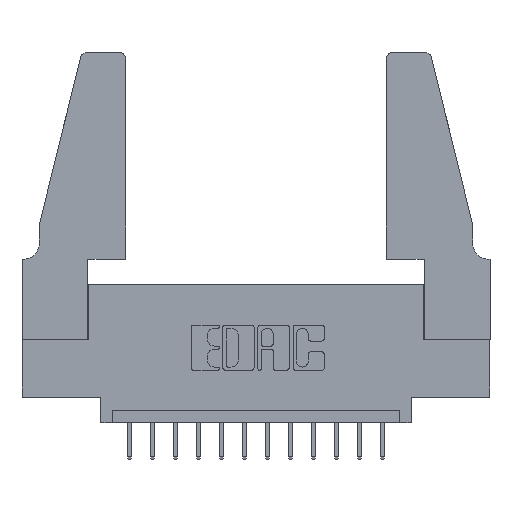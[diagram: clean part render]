
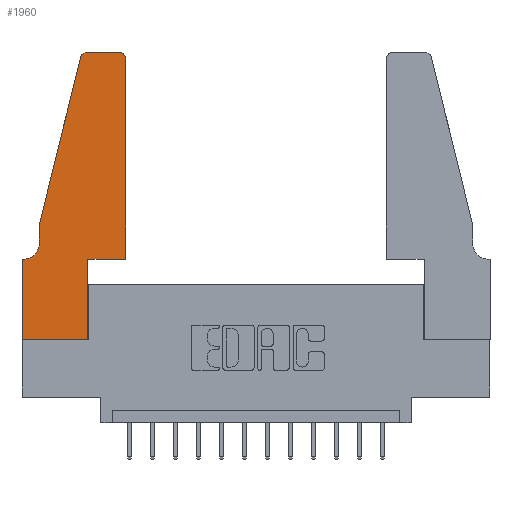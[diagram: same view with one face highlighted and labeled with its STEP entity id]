
A CAD part, top view. The second image highlights one B-rep face of the part: STEP entity #1960.
In plain terms, the highlighted planar face has unit normal (0, 0, 1).
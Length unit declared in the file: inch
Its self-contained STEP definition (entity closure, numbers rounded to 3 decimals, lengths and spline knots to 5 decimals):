
#13 = ORIENTED_EDGE ( 'NONE', *, *, #10336, .T. ) ;
#45 = VERTEX_POINT ( 'NONE', #6913 ) ;
#134 = DIRECTION ( 'NONE',  ( 1., 0., 0. ) ) ;
#201 = DIRECTION ( 'NONE',  ( -0.239, -0.971, 0. ) ) ;
#202 = EDGE_CURVE ( 'NONE', #11665, #9148, #360, .T. ) ;
#360 = LINE ( 'NONE', #14317, #10794 ) ;
#598 = CARTESIAN_POINT ( 'NONE',  ( 0.2865, 0., 0.37 ) ) ;
#766 = ORIENTED_EDGE ( 'NONE', *, *, #5692, .T. ) ;
#831 = VECTOR ( 'NONE', #201, 39.37008 ) ;
#925 = CARTESIAN_POINT ( 'NONE',  ( 0.4505, 0.35, 0.37 ) ) ;
#1092 = DIRECTION ( 'NONE',  ( -1., 0., 0. ) ) ;
#1650 = AXIS2_PLACEMENT_3D ( 'NONE', #4631, #14215, #6856 ) ;
#1670 = CARTESIAN_POINT ( 'NONE',  ( 0.284, 1.22, 0.37 ) ) ;
#1691 = LINE ( 'NONE', #6216, #3469 ) ;
#1722 = VERTEX_POINT ( 'NONE', #4205 ) ;
#1900 = EDGE_LOOP ( 'NONE', ( #13, #4808, #14808, #5366, #7596, #7241, #766, #2947, #14520, #14268, #8670, #14371 ) ) ;
#1929 = VERTEX_POINT ( 'NONE', #10520 ) ;
#1960 = ADVANCED_FACE ( 'NONE', ( #5251 ), #13051, .T. ) ;
#2119 = EDGE_CURVE ( 'NONE', #9234, #1929, #13513, .T. ) ;
#2908 = DIRECTION ( 'NONE',  ( 1., 0., 0. ) ) ;
#2914 = CARTESIAN_POINT ( 'NONE',  ( 0., 0.35, 0.37 ) ) ;
#2921 = VECTOR ( 'NONE', #10104, 39.37008 ) ;
#2947 = ORIENTED_EDGE ( 'NONE', *, *, #10732, .T. ) ;
#3196 = CARTESIAN_POINT ( 'NONE',  ( 0.0755, 0.5, 0.37 ) ) ;
#3348 = CARTESIAN_POINT ( 'NONE',  ( 0.0755, 0.35, 0.37 ) ) ;
#3469 = VECTOR ( 'NONE', #5099, 39.37008 ) ;
#3850 = CIRCLE ( 'NONE', #11284, 0.03 ) ;
#3863 = VECTOR ( 'NONE', #1092, 39.37008 ) ;
#4205 = CARTESIAN_POINT ( 'NONE',  ( 0.284, 1.25, 0.37 ) ) ;
#4227 = VECTOR ( 'NONE', #6973, 39.37008 ) ;
#4394 = LINE ( 'NONE', #3348, #4227 ) ;
#4631 = CARTESIAN_POINT ( 'NONE',  ( 0., 0.35, 0.37 ) ) ;
#4808 = ORIENTED_EDGE ( 'NONE', *, *, #4928, .T. ) ;
#4878 = CARTESIAN_POINT ( 'NONE',  ( 0.0755, 0.5, 0.37 ) ) ;
#4928 = EDGE_CURVE ( 'NONE', #1722, #9234, #7197, .T. ) ;
#5099 = DIRECTION ( 'NONE',  ( 1., 0., 0. ) ) ;
#5183 = DIRECTION ( 'NONE',  ( 0., 0., 1. ) ) ;
#5251 = FACE_OUTER_BOUND ( 'NONE', #1900, .T. ) ;
#5366 = ORIENTED_EDGE ( 'NONE', *, *, #12213, .T. ) ;
#5471 = VERTEX_POINT ( 'NONE', #11180 ) ;
#5580 = VERTEX_POINT ( 'NONE', #7343 ) ;
#5593 = EDGE_CURVE ( 'NONE', #9148, #5580, #3850, .T. ) ;
#5692 = EDGE_CURVE ( 'NONE', #14923, #14624, #9290, .T. ) ;
#5766 = CIRCLE ( 'NONE', #5863, 0.07 ) ;
#5863 = AXIS2_PLACEMENT_3D ( 'NONE', #6822, #15242, #6988 ) ;
#5970 = VECTOR ( 'NONE', #134, 39.37008 ) ;
#6142 = LINE ( 'NONE', #14358, #5970 ) ;
#6216 = CARTESIAN_POINT ( 'NONE',  ( 0., 0., 0.37 ) ) ;
#6822 = CARTESIAN_POINT ( 'NONE',  ( 0.0055, 0.42, 0.37 ) ) ;
#6856 = DIRECTION ( 'NONE',  ( 1., 0., 0. ) ) ;
#6913 = CARTESIAN_POINT ( 'NONE',  ( 0.0755, 0.42, 0.37 ) ) ;
#6973 = DIRECTION ( 'NONE',  ( -1., 0., 0. ) ) ;
#6988 = DIRECTION ( 'NONE',  ( -1., 0., 0. ) ) ;
#7007 = LINE ( 'NONE', #15412, #3863 ) ;
#7197 = CIRCLE ( 'NONE', #13747, 0.03 ) ;
#7241 = ORIENTED_EDGE ( 'NONE', *, *, #14729, .T. ) ;
#7343 = CARTESIAN_POINT ( 'NONE',  ( 0.4205, 1.25, 0.37 ) ) ;
#7596 = ORIENTED_EDGE ( 'NONE', *, *, #9044, .T. ) ;
#8354 = VERTEX_POINT ( 'NONE', #598 ) ;
#8578 = EDGE_CURVE ( 'NONE', #5471, #11665, #6142, .T. ) ;
#8670 = ORIENTED_EDGE ( 'NONE', *, *, #202, .T. ) ;
#8990 = DIRECTION ( 'NONE',  ( 1., 0., 0. ) ) ;
#9044 = EDGE_CURVE ( 'NONE', #45, #10219, #5766, .T. ) ;
#9148 = VERTEX_POINT ( 'NONE', #13750 ) ;
#9204 = CARTESIAN_POINT ( 'NONE',  ( 0.25487, 1.22718, 0.37 ) ) ;
#9234 = VERTEX_POINT ( 'NONE', #9204 ) ;
#9290 = LINE ( 'NONE', #14853, #2921 ) ;
#9671 = DIRECTION ( 'NONE',  ( 0., 1., 0. ) ) ;
#10080 = EDGE_CURVE ( 'NONE', #8354, #5471, #14171, .T. ) ;
#10104 = DIRECTION ( 'NONE',  ( 0., -1., 0. ) ) ;
#10219 = VERTEX_POINT ( 'NONE', #15125 ) ;
#10336 = EDGE_CURVE ( 'NONE', #5580, #1722, #7007, .T. ) ;
#10520 = CARTESIAN_POINT ( 'NONE',  ( 0.0755, 0.5, 0.37 ) ) ;
#10623 = VECTOR ( 'NONE', #12178, 39.37008 ) ;
#10732 = EDGE_CURVE ( 'NONE', #14624, #8354, #1691, .T. ) ;
#10794 = VECTOR ( 'NONE', #9671, 39.37008 ) ;
#11180 = CARTESIAN_POINT ( 'NONE',  ( 0.2865, 0.35, 0.37 ) ) ;
#11284 = AXIS2_PLACEMENT_3D ( 'NONE', #12498, #12550, #8990 ) ;
#11322 = VECTOR ( 'NONE', #13815, 39.37008 ) ;
#11665 = VERTEX_POINT ( 'NONE', #925 ) ;
#12178 = DIRECTION ( 'NONE',  ( 0., 1., 0. ) ) ;
#12213 = EDGE_CURVE ( 'NONE', #1929, #45, #15223, .T. ) ;
#12498 = CARTESIAN_POINT ( 'NONE',  ( 0.4205, 1.22, 0.37 ) ) ;
#12550 = DIRECTION ( 'NONE',  ( 0., 0., 1. ) ) ;
#12608 = CARTESIAN_POINT ( 'NONE',  ( 0., 0., 0.37 ) ) ;
#13051 = PLANE ( 'NONE',  #1650 ) ;
#13321 = CARTESIAN_POINT ( 'NONE',  ( 0.2865, 0.35, 0.37 ) ) ;
#13513 = LINE ( 'NONE', #4878, #831 ) ;
#13747 = AXIS2_PLACEMENT_3D ( 'NONE', #1670, #5183, #2908 ) ;
#13750 = CARTESIAN_POINT ( 'NONE',  ( 0.4505, 1.22, 0.37 ) ) ;
#13815 = DIRECTION ( 'NONE',  ( 0., -1., 0. ) ) ;
#14171 = LINE ( 'NONE', #13321, #10623 ) ;
#14215 = DIRECTION ( 'NONE',  ( 0., 0., 1. ) ) ;
#14268 = ORIENTED_EDGE ( 'NONE', *, *, #8578, .T. ) ;
#14317 = CARTESIAN_POINT ( 'NONE',  ( 0.4505, 0.35, 0.37 ) ) ;
#14358 = CARTESIAN_POINT ( 'NONE',  ( 0.4505, 0.35, 0.37 ) ) ;
#14371 = ORIENTED_EDGE ( 'NONE', *, *, #5593, .T. ) ;
#14520 = ORIENTED_EDGE ( 'NONE', *, *, #10080, .T. ) ;
#14624 = VERTEX_POINT ( 'NONE', #12608 ) ;
#14729 = EDGE_CURVE ( 'NONE', #10219, #14923, #4394, .T. ) ;
#14808 = ORIENTED_EDGE ( 'NONE', *, *, #2119, .T. ) ;
#14853 = CARTESIAN_POINT ( 'NONE',  ( 0., 0., 0.37 ) ) ;
#14923 = VERTEX_POINT ( 'NONE', #2914 ) ;
#15125 = CARTESIAN_POINT ( 'NONE',  ( 0.0055, 0.35, 0.37 ) ) ;
#15223 = LINE ( 'NONE', #3196, #11322 ) ;
#15242 = DIRECTION ( 'NONE',  ( 0., 0., -1. ) ) ;
#15412 = CARTESIAN_POINT ( 'NONE',  ( 0.2605, 1.25, 0.37 ) ) ;
